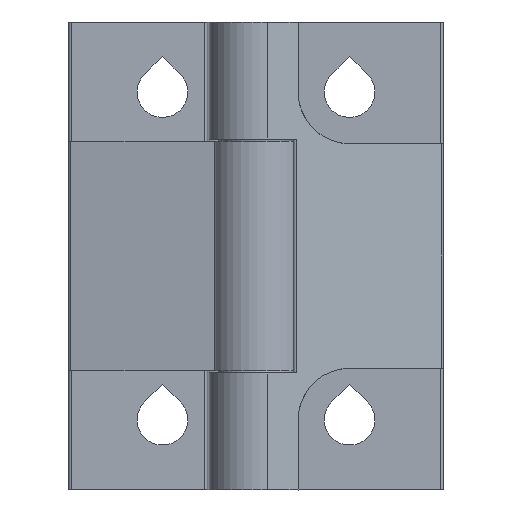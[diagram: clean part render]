
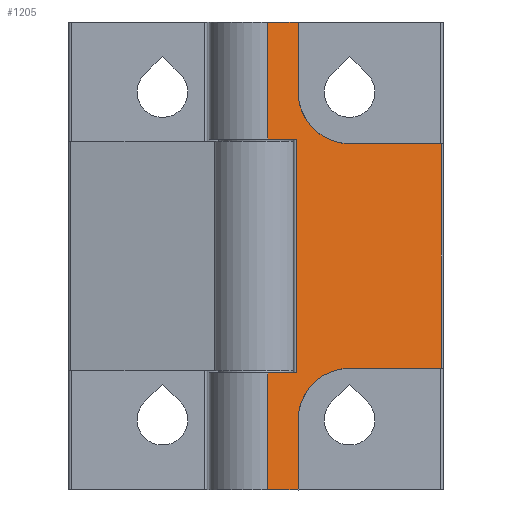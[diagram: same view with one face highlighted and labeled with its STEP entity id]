
A CAD part, front view. The second image highlights one B-rep face of the part: STEP entity #1205.
In plain terms, the highlighted planar face has unit normal (0.25, -0.968, 0).
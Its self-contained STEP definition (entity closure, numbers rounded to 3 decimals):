
#29=ELLIPSE('',#1284,5.68,5.5);
#30=ELLIPSE('',#1286,5.68,5.5);
#62=PLANE('',#1303);
#107=FACE_OUTER_BOUND('',#176,.T.);
#176=EDGE_LOOP('',(#960,#961,#962,#963,#964,#965,#966,#967,#968,#969,#970,
#971,#972,#973));
#226=LINE('',#1786,#339);
#229=LINE('',#1795,#342);
#234=LINE('',#1808,#347);
#260=LINE('',#1878,#373);
#261=LINE('',#1882,#374);
#263=LINE('',#1886,#376);
#266=LINE('',#1898,#379);
#276=LINE('',#1918,#389);
#277=LINE('',#1924,#390);
#280=LINE('',#1935,#393);
#281=LINE('',#1937,#394);
#282=LINE('',#1938,#395);
#339=VECTOR('',#1415,10.);
#342=VECTOR('',#1424,10.);
#347=VECTOR('',#1435,10.);
#373=VECTOR('',#1493,10.);
#374=VECTOR('',#1498,10.);
#376=VECTOR('',#1502,10.);
#379=VECTOR('',#1517,10.);
#389=VECTOR('',#1537,10.);
#390=VECTOR('',#1544,10.);
#393=VECTOR('',#1561,10.);
#394=VECTOR('',#1562,10.);
#395=VECTOR('',#1563,10.);
#515=VERTEX_POINT('',#1779);
#518=VERTEX_POINT('',#1784);
#520=VERTEX_POINT('',#1792);
#521=VERTEX_POINT('',#1794);
#526=VERTEX_POINT('',#1806);
#553=VERTEX_POINT('',#1875);
#554=VERTEX_POINT('',#1877);
#555=VERTEX_POINT('',#1881);
#556=VERTEX_POINT('',#1885);
#557=VERTEX_POINT('',#1891);
#559=VERTEX_POINT('',#1897);
#564=VERTEX_POINT('',#1917);
#566=VERTEX_POINT('',#1923);
#568=VERTEX_POINT('',#1936);
#640=EDGE_CURVE('',#518,#515,#226,.T.);
#644=EDGE_CURVE('',#520,#521,#229,.T.);
#651=EDGE_CURVE('',#520,#526,#234,.T.);
#686=EDGE_CURVE('',#553,#554,#260,.T.);
#688=EDGE_CURVE('',#553,#555,#261,.T.);
#690=EDGE_CURVE('',#556,#521,#263,.T.);
#692=EDGE_CURVE('',#555,#556,#29,.T.);
#693=EDGE_CURVE('',#526,#557,#30,.T.);
#696=EDGE_CURVE('',#557,#559,#266,.T.);
#707=EDGE_CURVE('',#518,#564,#276,.T.);
#710=EDGE_CURVE('',#566,#515,#277,.T.);
#715=EDGE_CURVE('',#564,#554,#280,.T.);
#716=EDGE_CURVE('',#568,#559,#281,.T.);
#717=EDGE_CURVE('',#568,#566,#282,.T.);
#960=ORIENTED_EDGE('',*,*,#707,.T.);
#961=ORIENTED_EDGE('',*,*,#715,.T.);
#962=ORIENTED_EDGE('',*,*,#686,.F.);
#963=ORIENTED_EDGE('',*,*,#688,.T.);
#964=ORIENTED_EDGE('',*,*,#692,.T.);
#965=ORIENTED_EDGE('',*,*,#690,.T.);
#966=ORIENTED_EDGE('',*,*,#644,.F.);
#967=ORIENTED_EDGE('',*,*,#651,.T.);
#968=ORIENTED_EDGE('',*,*,#693,.T.);
#969=ORIENTED_EDGE('',*,*,#696,.T.);
#970=ORIENTED_EDGE('',*,*,#716,.F.);
#971=ORIENTED_EDGE('',*,*,#717,.T.);
#972=ORIENTED_EDGE('',*,*,#710,.T.);
#973=ORIENTED_EDGE('',*,*,#640,.F.);
#1205=ADVANCED_FACE('',(#107),#62,.T.);
#1284=AXIS2_PLACEMENT_3D('',#1889,#1506,#1507);
#1286=AXIS2_PLACEMENT_3D('',#1892,#1510,#1511);
#1303=AXIS2_PLACEMENT_3D('',#1934,#1559,#1560);
#1415=DIRECTION('',(0.,0.,1.));
#1424=DIRECTION('',(0.,0.,-1.));
#1435=DIRECTION('',(-0.968,-0.25,0.));
#1493=DIRECTION('',(-0.968,-0.25,0.));
#1498=DIRECTION('',(0.,0.,1.));
#1502=DIRECTION('',(0.968,0.25,0.));
#1506=DIRECTION('center_axis',(-0.25,0.968,0.));
#1507=DIRECTION('ref_axis',(0.968,0.25,0.));
#1510=DIRECTION('center_axis',(-0.25,0.968,0.));
#1511=DIRECTION('ref_axis',(0.968,0.25,0.));
#1517=DIRECTION('',(0.,0.,1.));
#1537=DIRECTION('',(-0.968,-0.25,0.));
#1544=DIRECTION('',(0.968,0.25,0.));
#1559=DIRECTION('center_axis',(0.25,-0.968,0.));
#1560=DIRECTION('ref_axis',(0.968,0.25,0.));
#1561=DIRECTION('',(0.,0.,-1.));
#1562=DIRECTION('',(0.968,0.25,0.));
#1563=DIRECTION('',(0.,0.,-1.));
#1779=CARTESIAN_POINT('',(4.313,-4.05,12.5));
#1784=CARTESIAN_POINT('',(4.313,-4.05,-12.5));
#1786=CARTESIAN_POINT('',(4.313,-4.05,-6.25));
#1792=CARTESIAN_POINT('',(19.813,-0.048,12.));
#1794=CARTESIAN_POINT('',(19.813,-0.048,-12.));
#1795=CARTESIAN_POINT('',(19.813,-0.048,-25.));
#1806=CARTESIAN_POINT('',(10.,-2.582,12.));
#1808=CARTESIAN_POINT('',(10.02,-2.577,12.));
#1875=CARTESIAN_POINT('',(4.5,-4.002,-25.));
#1877=CARTESIAN_POINT('',(1.25,-4.841,-25.));
#1878=CARTESIAN_POINT('',(20.,0.,-25.));
#1881=CARTESIAN_POINT('',(4.5,-4.002,-17.5));
#1882=CARTESIAN_POINT('',(4.5,-4.002,-25.));
#1885=CARTESIAN_POINT('',(10.,-2.582,-12.));
#1886=CARTESIAN_POINT('',(5.332,-3.787,-12.));
#1889=CARTESIAN_POINT('Origin',(10.,-2.582,-17.5));
#1891=CARTESIAN_POINT('',(4.5,-4.002,17.5));
#1892=CARTESIAN_POINT('Origin',(10.,-2.582,17.5));
#1897=CARTESIAN_POINT('',(4.5,-4.002,25.));
#1898=CARTESIAN_POINT('',(4.5,-4.002,-3.75));
#1917=CARTESIAN_POINT('',(1.25,-4.841,-12.5));
#1918=CARTESIAN_POINT('',(3.125,-4.357,-12.5));
#1923=CARTESIAN_POINT('',(1.25,-4.841,12.5));
#1924=CARTESIAN_POINT('',(1.25,-4.841,12.5));
#1934=CARTESIAN_POINT('Origin',(1.25,-4.841,-25.));
#1935=CARTESIAN_POINT('',(1.25,-4.841,-18.75));
#1936=CARTESIAN_POINT('',(1.25,-4.841,25.));
#1937=CARTESIAN_POINT('',(20.,0.,25.));
#1938=CARTESIAN_POINT('',(1.25,-4.841,18.75));
